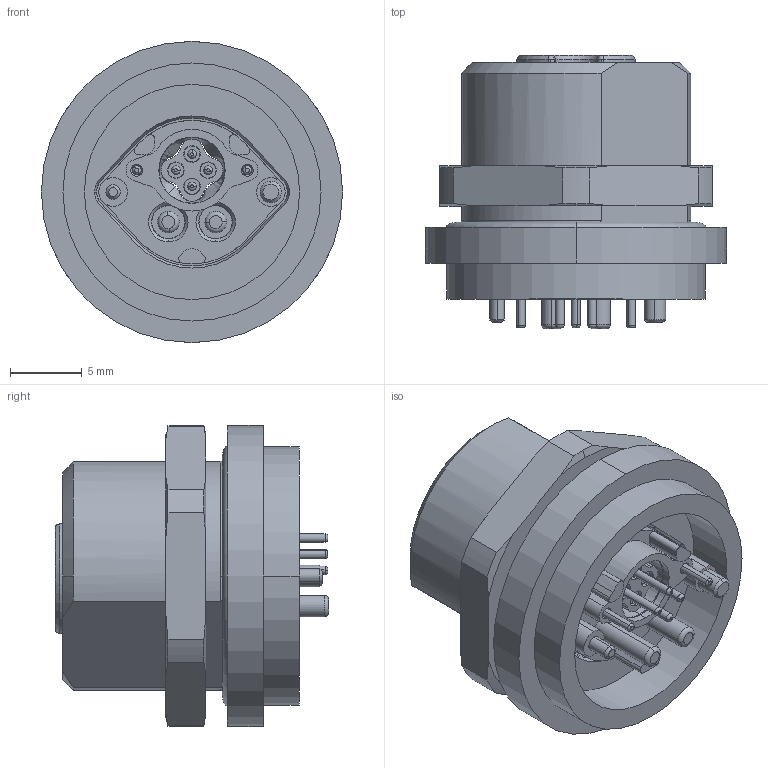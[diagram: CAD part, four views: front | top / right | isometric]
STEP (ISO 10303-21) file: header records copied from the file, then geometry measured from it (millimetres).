
FILE_DESCRIPTION (( 'STEP AP203' ), '1' );
FILE_NAME ('P240.STEP', '2020-05-13T02:00:35', ( 'edpusr' ), ( 'Microsoft' ), 'SwSTEP 2.0', 'SolidWorks 2015', '' );
FILE_SCHEMA (( 'CONFIG_CONTROL_DESIGN' ));
Length unit declared in the file: millimetre
Products named in the file (1): P240
Bounding box: 21 x 19.05 x 21 mm (x, y, z)
Volume: 2981.8 mm3; surface area: 5179.6 mm2
Topology: 16 solids, 16 shells, 640 faces, 1544 edges, 969 vertices
Faces by surface type: cylinder 244, plane 158, cone 157, torus 32, bspline 25, sphere 24
Entity records: 21838 total; most frequent: CARTESIAN_POINT 6636, DIRECTION 3343, ORIENTED_EDGE 3064, EDGE_CURVE 1532, AXIS2_PLACEMENT_3D 1372, VERTEX_POINT 969, CIRCLE 756, EDGE_LOOP 715
